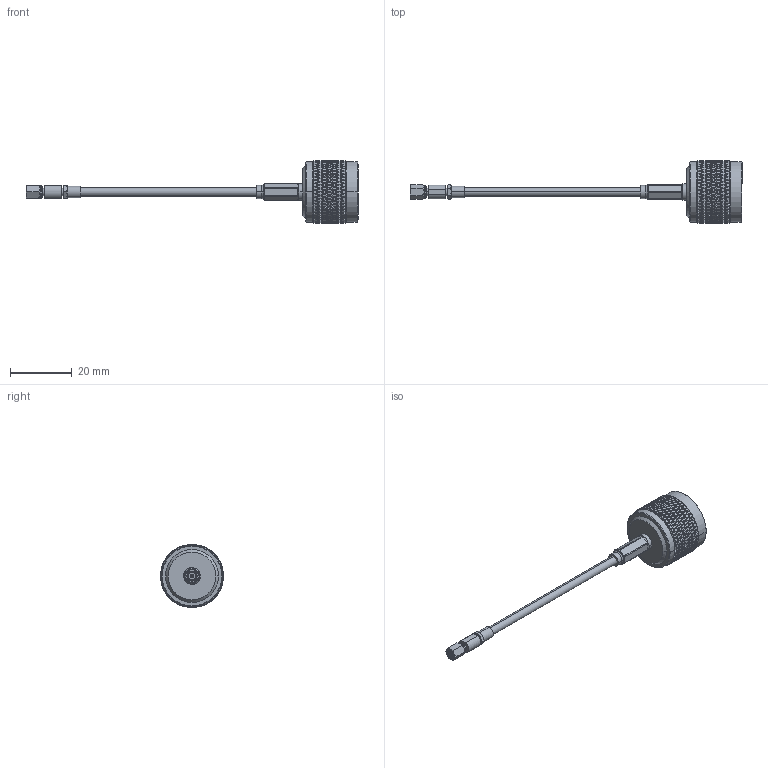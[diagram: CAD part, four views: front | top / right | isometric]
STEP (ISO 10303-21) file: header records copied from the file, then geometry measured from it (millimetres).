
FILE_DESCRIPTION (( 'STEP AP214' ), '1' );
FILE_NAME ('PE3C4432.step', '2020-04-20T16:59:18', ( '' ), ( '' ), 'SwSTEP 2.0', 'SolidWorks 2018', '' );
FILE_SCHEMA (( 'AUTOMOTIVE_DESIGN' ));
Length unit declared in the file: millimetre
Products named in the file (4): PE3C4432; LMR-100A___; PE45368___; PE4429
Assembly tree (3 placements, depth 2):
  PE3C4432
    LMR-100A___
    PE45368___
    PE4429
Bounding box: 107.4 x 20.32 x 20.32 mm (x, y, z)
Volume: 4795.7 mm3; surface area: 4983.9 mm2
Topology: 4 solids, 4 shells, 2440 faces, 5221 edges, 2807 vertices
Faces by surface type: bspline 1798, cylinder 521, plane 66, cone 49, torus 6
Entity records: 94498 total; most frequent: CARTESIAN_POINT 61983, ORIENTED_EDGE 10442, EDGE_CURVE 5221, VERTEX_POINT 2807, EDGE_LOOP 2460, ADVANCED_FACE 2440, FACE_OUTER_BOUND 2440, DIRECTION 2134
